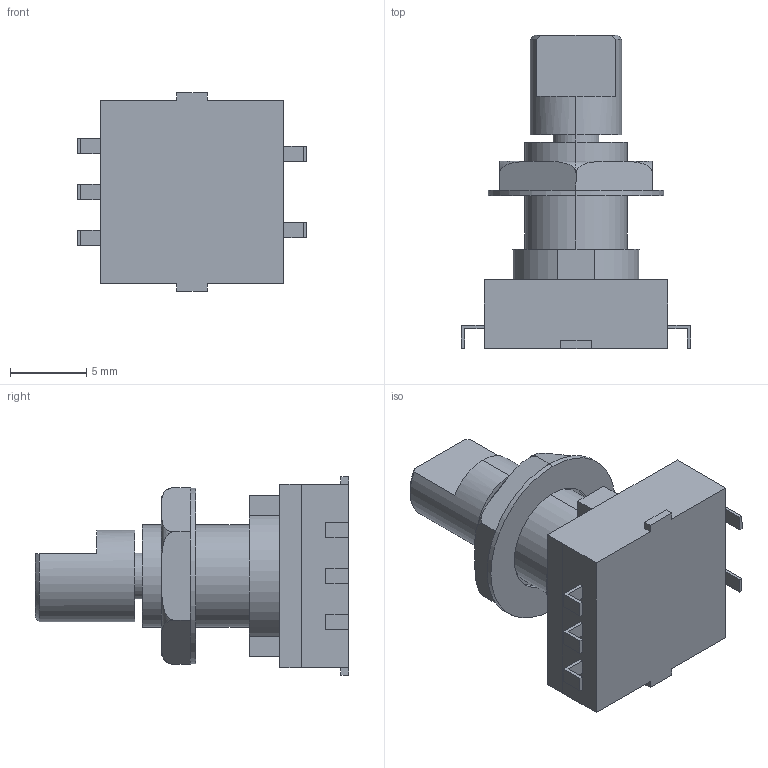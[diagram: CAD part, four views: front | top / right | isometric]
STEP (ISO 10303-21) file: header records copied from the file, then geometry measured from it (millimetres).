
FILE_DESCRIPTION (( 'STEP AP214' ), '1' );
FILE_NAME ('encoder-EC11.STEP', '2019-11-10T10:45:54', ( '' ), ( '' ), 'SwSTEP 2.0', 'SolidWorks 2019', '' );
FILE_SCHEMA (( 'AUTOMOTIVE_DESIGN' ));
Length unit declared in the file: millimetre
Products named in the file (1): encoder-EC11
Bounding box: 15 x 20.5 x 13 mm (x, y, z)
Volume: 1300.7 mm3; surface area: 1095.8 mm2
Topology: 1 solids, 1 shells, 102 faces, 249 edges, 161 vertices
Faces by surface type: plane 84, cylinder 14, cone 2, torus 2
Entity records: 3352 total; most frequent: CARTESIAN_POINT 677, ORIENTED_EDGE 498, DIRECTION 495, EDGE_CURVE 249, LINE 193, VECTOR 193, VERTEX_POINT 161, AXIS2_PLACEMENT_3D 151
